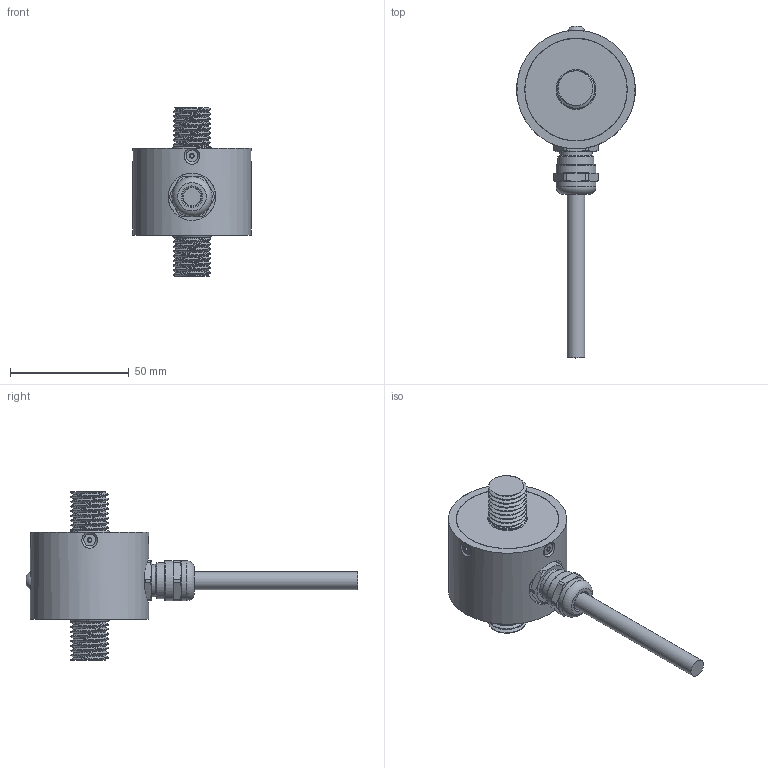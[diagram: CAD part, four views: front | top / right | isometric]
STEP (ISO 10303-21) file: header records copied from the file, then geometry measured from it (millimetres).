
FILE_DESCRIPTION(/* description */ (''),/* implementation_level */ '2;1');
FILE_NAME(/* name */ 'DDENA 50kN .step',/* time_stamp */ '2019-08-29T15:46:18+01:00',/* author */ (''),/* organization */ (''),/* preprocessor_version */ 'ST-DEVELOPER v18',/* originating_system */ 'Autodesk Translation Framework v8.6.0.1094',/* authorisation */ '');
FILE_SCHEMA (('AUTOMOTIVE_DESIGN { 1 0 10303 214 3 1 1 }'));
Length unit declared in the file: millimetre
Products named in the file (2): DDENA 50kN Space Model; DDENA-50kN
Assembly tree (1 placements, depth 2):
  DDENA 50kN Space Model
    DDENA-50kN
Bounding box: 50 x 140 x 71 mm (x, y, z)
Volume: 83781.6 mm3; surface area: 26594 mm2
Topology: 2 solids, 3 shells, 266 faces, 741 edges, 482 vertices
Faces by surface type: plane 97, cylinder 92, cone 60, torus 12, bspline 4, sphere 1
Full cylindrical faces by diameter (mm): 1.1 x1, 2.5 x4, 2.529 x4, 3 x4, 4 x1, 5 x4, 7.5 x1, 8 x2, 8.2 x2, 13.534 x16, 13.6 x1, 13.7 x1, 13.86 x1, 15.2 x1, 15.822 x15, 16.5 x1, 16.8 x2, 20 x1, 43.1 x1, 43.34 x1, 50 x1
Entity records: 14055 total; most frequent: CARTESIAN_POINT 7516, ORIENTED_EDGE 1466, DIRECTION 1276, EDGE_CURVE 733, AXIS2_PLACEMENT_3D 529, VERTEX_POINT 482, EDGE_LOOP 301, FACE_OUTER_BOUND 266
